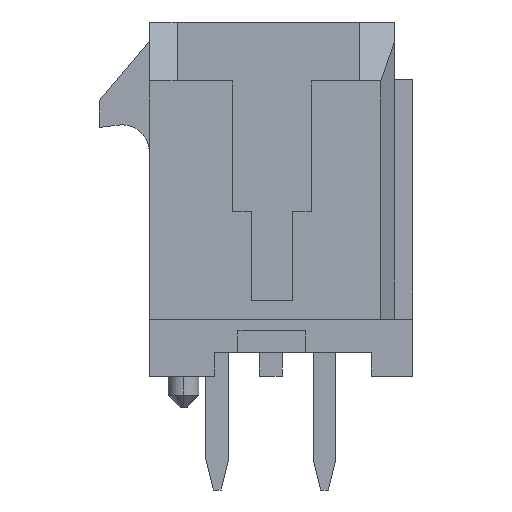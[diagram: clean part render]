
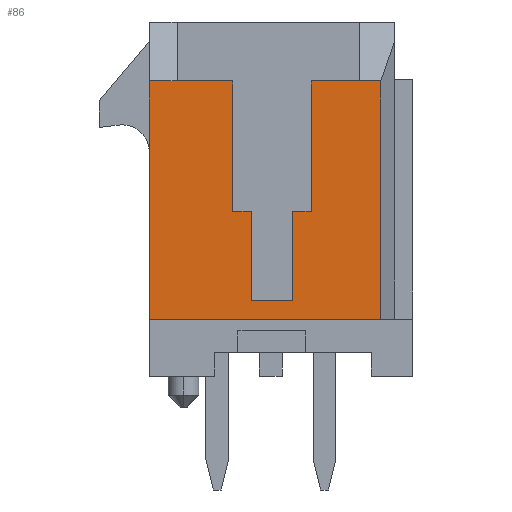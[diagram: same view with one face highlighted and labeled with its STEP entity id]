
A CAD part, left-side view. The second image highlights one B-rep face of the part: STEP entity #86.
In plain terms, the highlighted planar face has unit normal (-1, 0, 0).
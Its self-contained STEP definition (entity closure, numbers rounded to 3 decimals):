
#86=ADVANCED_FACE('',(#508),#509,.F.);
#508=FACE_OUTER_BOUND('',#1338,.T.);
#509=PLANE('',#1339);
#1338=EDGE_LOOP('',(#2193,#2194,#2195,#2196,#2197,#2198,#2199,#2200,#2201,#2202,#2203,#2204,#2205,#2206));
#1339=AXIS2_PLACEMENT_3D('',#2207,#2208,#2209);
#2193=ORIENTED_EDGE('',*,*,#5508,.T.);
#2194=ORIENTED_EDGE('',*,*,#5509,.T.);
#2195=ORIENTED_EDGE('',*,*,#5510,.T.);
#2196=ORIENTED_EDGE('',*,*,#5511,.T.);
#2197=ORIENTED_EDGE('',*,*,#5512,.T.);
#2198=ORIENTED_EDGE('',*,*,#5513,.F.);
#2199=ORIENTED_EDGE('',*,*,#5514,.T.);
#2200=ORIENTED_EDGE('',*,*,#5515,.F.);
#2201=ORIENTED_EDGE('',*,*,#5516,.F.);
#2202=ORIENTED_EDGE('',*,*,#5517,.F.);
#2203=ORIENTED_EDGE('',*,*,#5518,.F.);
#2204=ORIENTED_EDGE('',*,*,#5519,.F.);
#2205=ORIENTED_EDGE('',*,*,#5520,.T.);
#2206=ORIENTED_EDGE('',*,*,#5521,.T.);
#2207=CARTESIAN_POINT('',(-9.325,0.0,0.0));
#2208=DIRECTION('',(1.0,0.0,0.0));
#2209=DIRECTION('',(0.0,1.0,0.0));
#5508=EDGE_CURVE('',#6668,#6669,#6670,.T.);
#5509=EDGE_CURVE('',#6669,#6671,#6672,.T.);
#5510=EDGE_CURVE('',#6671,#6673,#6674,.T.);
#5511=EDGE_CURVE('',#6673,#6675,#6676,.T.);
#5512=EDGE_CURVE('',#6675,#6677,#6678,.T.);
#5513=EDGE_CURVE('',#6679,#6677,#6680,.T.);
#5514=EDGE_CURVE('',#6679,#6681,#6682,.T.);
#5515=EDGE_CURVE('',#6683,#6681,#6684,.T.);
#5516=EDGE_CURVE('',#6685,#6683,#6686,.T.);
#5517=EDGE_CURVE('',#6687,#6685,#6688,.T.);
#5518=EDGE_CURVE('',#6689,#6687,#6690,.T.);
#5519=EDGE_CURVE('',#6691,#6689,#6692,.T.);
#5520=EDGE_CURVE('',#6691,#6693,#6694,.T.);
#5521=EDGE_CURVE('',#6693,#6668,#6695,.T.);
#6668=VERTEX_POINT('',#8452);
#6669=VERTEX_POINT('',#8453);
#6670=LINE('',#8454,#8455);
#6671=VERTEX_POINT('',#8456);
#6672=LINE('',#8457,#8458);
#6673=VERTEX_POINT('',#8459);
#6674=LINE('',#8460,#8461);
#6675=VERTEX_POINT('',#8462);
#6676=LINE('',#8463,#8464);
#6677=VERTEX_POINT('',#8465);
#6678=LINE('',#8466,#8467);
#6679=VERTEX_POINT('',#8468);
#6680=LINE('',#8469,#8470);
#6681=VERTEX_POINT('',#8471);
#6682=LINE('',#8472,#8473);
#6683=VERTEX_POINT('',#8474);
#6684=LINE('',#8475,#8476);
#6685=VERTEX_POINT('',#8477);
#6686=LINE('',#8478,#8479);
#6687=VERTEX_POINT('',#8480);
#6688=LINE('',#8481,#8482);
#6689=VERTEX_POINT('',#8483);
#6690=LINE('',#8484,#8485);
#6691=VERTEX_POINT('',#8486);
#6692=LINE('',#8487,#8488);
#6693=VERTEX_POINT('',#8489);
#6694=LINE('',#8490,#8491);
#6695=LINE('',#8492,#8493);
#8452=CARTESIAN_POINT('',(-9.325,-1.1,-0.345));
#8453=CARTESIAN_POINT('',(-9.325,-0.575,-0.345));
#8454=CARTESIAN_POINT('',(-9.325,-1.1,-0.345));
#8455=VECTOR('',#11268,0.525);
#8456=CARTESIAN_POINT('',(-9.325,-0.575,-2.845));
#8457=CARTESIAN_POINT('',(-9.325,-0.575,-0.345));
#8458=VECTOR('',#11269,2.5);
#8459=CARTESIAN_POINT('',(-9.325,0.575,-2.845));
#8460=CARTESIAN_POINT('',(-9.325,-0.575,-2.845));
#8461=VECTOR('',#11270,1.15);
#8462=CARTESIAN_POINT('',(-9.325,0.575,-0.345));
#8463=CARTESIAN_POINT('',(-9.325,0.575,-2.845));
#8464=VECTOR('',#11271,2.5);
#8465=CARTESIAN_POINT('',(-9.325,1.1,-0.345));
#8466=CARTESIAN_POINT('',(-9.325,0.575,-0.345));
#8467=VECTOR('',#11272,0.525);
#8468=CARTESIAN_POINT('',(-9.325,1.1,3.305));
#8469=CARTESIAN_POINT('',(-9.325,1.1,3.305));
#8470=VECTOR('',#11273,3.65);
#8471=CARTESIAN_POINT('',(-9.325,2.65,3.305));
#8472=CARTESIAN_POINT('',(-9.325,1.1,3.305));
#8473=VECTOR('',#11274,1.55);
#8474=CARTESIAN_POINT('',(-9.325,3.43,3.305));
#8475=CARTESIAN_POINT('',(-9.325,3.43,3.305));
#8476=VECTOR('',#11275,0.78);
#8477=CARTESIAN_POINT('',(-9.325,3.43,-3.355));
#8478=CARTESIAN_POINT('',(-9.325,3.43,-3.355));
#8479=VECTOR('',#11276,6.66);
#8480=CARTESIAN_POINT('',(-9.325,-3.05,-3.355));
#8481=CARTESIAN_POINT('',(-9.325,-3.05,-3.355));
#8482=VECTOR('',#11277,6.48);
#8483=CARTESIAN_POINT('',(-9.325,-3.05,3.305));
#8484=CARTESIAN_POINT('',(-9.325,-3.05,3.305));
#8485=VECTOR('',#11278,6.66);
#8486=CARTESIAN_POINT('',(-9.325,-2.45,3.305));
#8487=CARTESIAN_POINT('',(-9.325,-2.45,3.305));
#8488=VECTOR('',#11279,0.6);
#8489=CARTESIAN_POINT('',(-9.325,-1.1,3.305));
#8490=CARTESIAN_POINT('',(-9.325,-2.45,3.305));
#8491=VECTOR('',#11280,1.35);
#8492=CARTESIAN_POINT('',(-9.325,-1.1,3.305));
#8493=VECTOR('',#11281,3.65);
#11268=DIRECTION('',(0.0,1.0,0.0));
#11269=DIRECTION('',(0.0,0.0,-1.0));
#11270=DIRECTION('',(0.0,1.0,0.0));
#11271=DIRECTION('',(0.0,0.0,1.0));
#11272=DIRECTION('',(0.0,1.0,0.0));
#11273=DIRECTION('',(0.0,0.0,-1.0));
#11274=DIRECTION('',(0.0,1.0,0.0));
#11275=DIRECTION('',(0.0,-1.0,0.0));
#11276=DIRECTION('',(0.0,0.0,1.0));
#11277=DIRECTION('',(0.0,1.0,0.0));
#11278=DIRECTION('',(0.0,0.0,-1.0));
#11279=DIRECTION('',(0.0,-1.0,0.0));
#11280=DIRECTION('',(0.0,1.0,0.0));
#11281=DIRECTION('',(0.0,0.0,-1.0));
